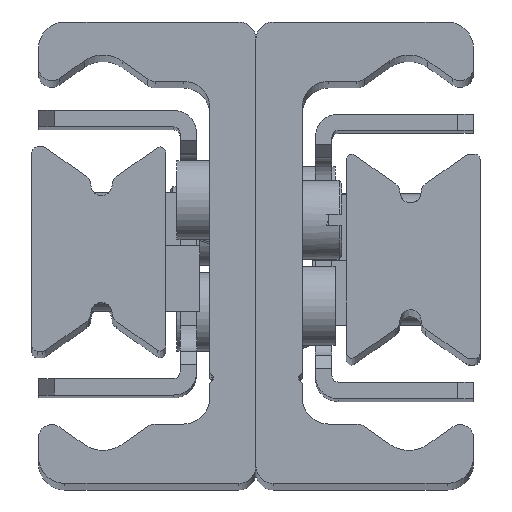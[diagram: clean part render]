
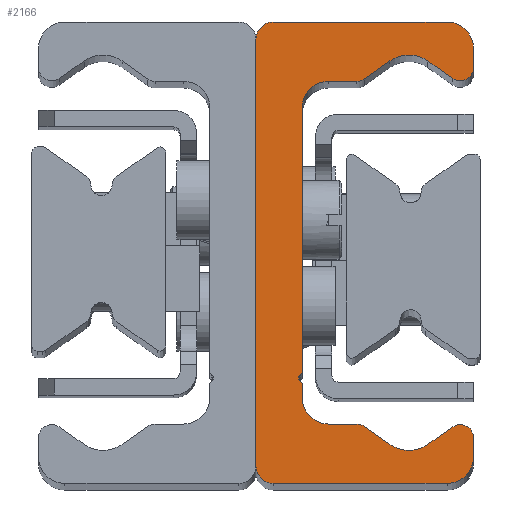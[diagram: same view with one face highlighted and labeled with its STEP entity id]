
A CAD part, top view. The second image highlights one B-rep face of the part: STEP entity #2166.
In plain terms, the highlighted planar face has unit normal (0, 0, 1).
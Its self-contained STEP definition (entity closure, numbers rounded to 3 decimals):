
#445=CARTESIAN_POINT('',(3.5,11.0,290.0));
#446=VERTEX_POINT('',#445);
#453=CARTESIAN_POINT('',(3.5,-9.067,290.0));
#454=VERTEX_POINT('',#453);
#455=CARTESIAN_POINT('',(3.5,11.0,290.0));
#456=DIRECTION('',(0.0,-1.0,0.0));
#457=VECTOR('',#456,20.067);
#458=LINE('',#455,#457);
#459=EDGE_CURVE('',#446,#454,#458,.T.);
#741=CARTESIAN_POINT('',(3.5,-9.933,290.0));
#742=VERTEX_POINT('',#741);
#743=CARTESIAN_POINT('',(3.75,-9.5,290.0));
#744=DIRECTION('',(0.0,0.0,1.0));
#745=DIRECTION('',(-0.5,0.866,0.0));
#746=AXIS2_PLACEMENT_3D('',#743,#744,#745);
#747=CIRCLE('',#746,0.5);
#748=EDGE_CURVE('',#454,#742,#747,.T.);
#1346=CARTESIAN_POINT('',(0.0,16.2,290.0));
#1347=VERTEX_POINT('',#1346);
#1348=CARTESIAN_POINT('',(1.3,17.5,290.0));
#1349=VERTEX_POINT('',#1348);
#1350=CARTESIAN_POINT('',(1.3,16.2,290.0));
#1351=DIRECTION('',(0.0,0.0,-1.0));
#1352=DIRECTION('',(0.0,-1.0,0.0));
#1353=AXIS2_PLACEMENT_3D('',#1350,#1351,#1352);
#1354=CIRCLE('',#1353,1.3);
#1355=EDGE_CURVE('',#1347,#1349,#1354,.T.);
#1388=CARTESIAN_POINT('',(14.5,17.5,290.0));
#1389=VERTEX_POINT('',#1388);
#1390=CARTESIAN_POINT('',(1.3,17.5,290.0));
#1391=DIRECTION('',(1.0,0.0,0.0));
#1392=VECTOR('',#1391,13.2);
#1393=LINE('',#1390,#1392);
#1394=EDGE_CURVE('',#1349,#1389,#1393,.T.);
#1419=CARTESIAN_POINT('',(16.5,15.5,290.0));
#1420=VERTEX_POINT('',#1419);
#1421=CARTESIAN_POINT('',(14.5,15.5,290.0));
#1422=DIRECTION('',(0.0,0.0,-1.0));
#1423=DIRECTION('',(-1.0,0.0,0.0));
#1424=AXIS2_PLACEMENT_3D('',#1421,#1422,#1423);
#1425=CIRCLE('',#1424,2.);
#1426=EDGE_CURVE('',#1389,#1420,#1425,.T.);
#1452=CARTESIAN_POINT('',(16.5,14.042,290.0));
#1453=VERTEX_POINT('',#1452);
#1454=CARTESIAN_POINT('',(16.5,15.5,290.0));
#1455=DIRECTION('',(0.0,-1.0,0.0));
#1456=VECTOR('',#1455,1.458);
#1457=LINE('',#1454,#1456);
#1458=EDGE_CURVE('',#1420,#1453,#1457,.T.);
#1483=CARTESIAN_POINT('',(14.926,13.223,290.0));
#1484=VERTEX_POINT('',#1483);
#1485=CARTESIAN_POINT('',(15.5,14.042,290.0));
#1486=DIRECTION('',(0.0,0.0,-1.));
#1487=DIRECTION('',(0.574,0.819,0.0));
#1488=AXIS2_PLACEMENT_3D('',#1485,#1486,#1487);
#1489=CIRCLE('',#1488,1.);
#1490=EDGE_CURVE('',#1453,#1484,#1489,.T.);
#1516=CARTESIAN_POINT('',(13.034,14.548,290.0));
#1517=VERTEX_POINT('',#1516);
#1518=CARTESIAN_POINT('',(14.926,13.223,290.0));
#1519=DIRECTION('',(-0.819,0.574,0.0));
#1520=VECTOR('',#1519,2.31);
#1521=LINE('',#1518,#1520);
#1522=EDGE_CURVE('',#1484,#1517,#1521,.T.);
#1547=CARTESIAN_POINT('',(10.166,14.548,290.0));
#1548=VERTEX_POINT('',#1547);
#1549=CARTESIAN_POINT('',(11.6,12.5,290.0));
#1550=DIRECTION('',(0.0,0.0,1.0));
#1551=DIRECTION('',(0.574,0.819,0.0));
#1552=AXIS2_PLACEMENT_3D('',#1549,#1550,#1551);
#1553=CIRCLE('',#1552,2.5);
#1554=EDGE_CURVE('',#1517,#1548,#1553,.T.);
#1580=CARTESIAN_POINT('',(8.214,13.181,290.0));
#1581=VERTEX_POINT('',#1580);
#1582=CARTESIAN_POINT('',(10.166,14.548,290.0));
#1583=DIRECTION('',(-0.819,-0.574,0.0));
#1584=VECTOR('',#1583,2.383);
#1585=LINE('',#1582,#1584);
#1586=EDGE_CURVE('',#1548,#1581,#1585,.T.);
#1611=CARTESIAN_POINT('',(7.64,13.0,290.0));
#1612=VERTEX_POINT('',#1611);
#1613=CARTESIAN_POINT('',(7.64,14.,290.0));
#1614=DIRECTION('',(0.0,0.0,-1.0));
#1615=DIRECTION('',(0.0,1.0,0.0));
#1616=AXIS2_PLACEMENT_3D('',#1613,#1614,#1615);
#1617=CIRCLE('',#1616,1.);
#1618=EDGE_CURVE('',#1581,#1612,#1617,.T.);
#1644=CARTESIAN_POINT('',(5.5,13.0,290.0));
#1645=VERTEX_POINT('',#1644);
#1646=CARTESIAN_POINT('',(7.64,13.0,290.0));
#1647=DIRECTION('',(-1.0,0.0,0.0));
#1648=VECTOR('',#1647,2.14);
#1649=LINE('',#1646,#1648);
#1650=EDGE_CURVE('',#1612,#1645,#1649,.T.);
#1675=CARTESIAN_POINT('',(5.5,11.0,290.0));
#1676=DIRECTION('',(0.0,0.0,1.0));
#1677=DIRECTION('',(0.0,1.0,0.0));
#1678=AXIS2_PLACEMENT_3D('',#1675,#1676,#1677);
#1679=CIRCLE('',#1678,2.0);
#1680=EDGE_CURVE('',#1645,#446,#1679,.T.);
#1699=CARTESIAN_POINT('',(3.5,-11.0,290.0));
#1700=VERTEX_POINT('',#1699);
#1701=CARTESIAN_POINT('',(3.5,-9.933,290.0));
#1702=DIRECTION('',(0.0,-1.0,0.0));
#1703=VECTOR('',#1702,1.067);
#1704=LINE('',#1701,#1703);
#1705=EDGE_CURVE('',#742,#1700,#1704,.T.);
#1730=CARTESIAN_POINT('',(5.5,-13.0,290.0));
#1731=VERTEX_POINT('',#1730);
#1732=CARTESIAN_POINT('',(5.5,-11.0,290.0));
#1733=DIRECTION('',(0.0,0.0,1.0));
#1734=DIRECTION('',(-1.0,0.0,0.0));
#1735=AXIS2_PLACEMENT_3D('',#1732,#1733,#1734);
#1736=CIRCLE('',#1735,2.0);
#1737=EDGE_CURVE('',#1700,#1731,#1736,.T.);
#1763=CARTESIAN_POINT('',(7.64,-13.0,290.0));
#1764=VERTEX_POINT('',#1763);
#1765=CARTESIAN_POINT('',(5.5,-13.0,290.0));
#1766=DIRECTION('',(1.0,0.0,0.0));
#1767=VECTOR('',#1766,2.14);
#1768=LINE('',#1765,#1767);
#1769=EDGE_CURVE('',#1731,#1764,#1768,.T.);
#1794=CARTESIAN_POINT('',(8.214,-13.181,290.0));
#1795=VERTEX_POINT('',#1794);
#1796=CARTESIAN_POINT('',(7.64,-14.0,290.0));
#1797=DIRECTION('',(0.0,0.0,-1.0));
#1798=DIRECTION('',(-0.574,-0.819,0.0));
#1799=AXIS2_PLACEMENT_3D('',#1796,#1797,#1798);
#1800=CIRCLE('',#1799,1.);
#1801=EDGE_CURVE('',#1764,#1795,#1800,.T.);
#1827=CARTESIAN_POINT('',(10.166,-14.548,290.0));
#1828=VERTEX_POINT('',#1827);
#1829=CARTESIAN_POINT('',(8.214,-13.181,290.0));
#1830=DIRECTION('',(0.819,-0.574,0.0));
#1831=VECTOR('',#1830,2.383);
#1832=LINE('',#1829,#1831);
#1833=EDGE_CURVE('',#1795,#1828,#1832,.T.);
#1858=CARTESIAN_POINT('',(13.034,-14.548,290.0));
#1859=VERTEX_POINT('',#1858);
#1860=CARTESIAN_POINT('',(11.6,-12.5,290.0));
#1861=DIRECTION('',(0.0,0.0,1.));
#1862=DIRECTION('',(-0.574,-0.819,0.0));
#1863=AXIS2_PLACEMENT_3D('',#1860,#1861,#1862);
#1864=CIRCLE('',#1863,2.5);
#1865=EDGE_CURVE('',#1828,#1859,#1864,.T.);
#1891=CARTESIAN_POINT('',(14.926,-13.223,290.0));
#1892=VERTEX_POINT('',#1891);
#1893=CARTESIAN_POINT('',(13.034,-14.548,290.0));
#1894=DIRECTION('',(0.819,0.574,0.0));
#1895=VECTOR('',#1894,2.31);
#1896=LINE('',#1893,#1895);
#1897=EDGE_CURVE('',#1859,#1892,#1896,.T.);
#1922=CARTESIAN_POINT('',(16.5,-14.042,290.0));
#1923=VERTEX_POINT('',#1922);
#1924=CARTESIAN_POINT('',(15.5,-14.042,290.0));
#1925=DIRECTION('',(0.0,0.0,-1.0));
#1926=DIRECTION('',(-1.0,0.0,0.0));
#1927=AXIS2_PLACEMENT_3D('',#1924,#1925,#1926);
#1928=CIRCLE('',#1927,1.);
#1929=EDGE_CURVE('',#1892,#1923,#1928,.T.);
#1955=CARTESIAN_POINT('',(16.5,-15.5,290.0));
#1956=VERTEX_POINT('',#1955);
#1957=CARTESIAN_POINT('',(16.5,-14.042,290.0));
#1958=DIRECTION('',(0.0,-1.0,0.0));
#1959=VECTOR('',#1958,1.458);
#1960=LINE('',#1957,#1959);
#1961=EDGE_CURVE('',#1923,#1956,#1960,.T.);
#1986=CARTESIAN_POINT('',(14.5,-17.5,290.0));
#1987=VERTEX_POINT('',#1986);
#1988=CARTESIAN_POINT('',(14.5,-15.5,290.0));
#1989=DIRECTION('',(0.0,0.0,-1.0));
#1990=DIRECTION('',(0.0,1.0,0.0));
#1991=AXIS2_PLACEMENT_3D('',#1988,#1989,#1990);
#1992=CIRCLE('',#1991,2.);
#1993=EDGE_CURVE('',#1956,#1987,#1992,.T.);
#2019=CARTESIAN_POINT('',(1.3,-17.5,290.0));
#2020=VERTEX_POINT('',#2019);
#2021=CARTESIAN_POINT('',(14.5,-17.5,290.0));
#2022=DIRECTION('',(-1.0,0.0,0.0));
#2023=VECTOR('',#2022,13.2);
#2024=LINE('',#2021,#2023);
#2025=EDGE_CURVE('',#1987,#2020,#2024,.T.);
#2050=CARTESIAN_POINT('',(0.0,-16.2,290.0));
#2051=VERTEX_POINT('',#2050);
#2052=CARTESIAN_POINT('',(1.3,-16.2,290.0));
#2053=DIRECTION('',(0.0,0.0,-1.0));
#2054=DIRECTION('',(1.0,0.0,0.0));
#2055=AXIS2_PLACEMENT_3D('',#2052,#2053,#2054);
#2056=CIRCLE('',#2055,1.3);
#2057=EDGE_CURVE('',#2020,#2051,#2056,.T.);
#2083=CARTESIAN_POINT('',(0.0,-16.2,290.0));
#2084=DIRECTION('',(0.0,1.0,0.0));
#2085=VECTOR('',#2084,32.4);
#2086=LINE('',#2083,#2085);
#2087=EDGE_CURVE('',#2051,#1347,#2086,.T.);
#2133=CARTESIAN_POINT('',(5.942,-0.014,290.0));
#2134=DIRECTION('',(0.0,0.0,1.0));
#2135=DIRECTION('',(1.0,0.0,0.0));
#2136=AXIS2_PLACEMENT_3D('',#2133,#2134,#2135);
#2137=PLANE('',#2136);
#2138=ORIENTED_EDGE('',*,*,#1355,.F.);
#2139=ORIENTED_EDGE('',*,*,#2087,.F.);
#2140=ORIENTED_EDGE('',*,*,#2057,.F.);
#2141=ORIENTED_EDGE('',*,*,#2025,.F.);
#2142=ORIENTED_EDGE('',*,*,#1993,.F.);
#2143=ORIENTED_EDGE('',*,*,#1961,.F.);
#2144=ORIENTED_EDGE('',*,*,#1929,.F.);
#2145=ORIENTED_EDGE('',*,*,#1897,.F.);
#2146=ORIENTED_EDGE('',*,*,#1865,.F.);
#2147=ORIENTED_EDGE('',*,*,#1833,.F.);
#2148=ORIENTED_EDGE('',*,*,#1801,.F.);
#2149=ORIENTED_EDGE('',*,*,#1769,.F.);
#2150=ORIENTED_EDGE('',*,*,#1737,.F.);
#2151=ORIENTED_EDGE('',*,*,#1705,.F.);
#2152=ORIENTED_EDGE('',*,*,#748,.F.);
#2153=ORIENTED_EDGE('',*,*,#459,.F.);
#2154=ORIENTED_EDGE('',*,*,#1680,.F.);
#2155=ORIENTED_EDGE('',*,*,#1650,.F.);
#2156=ORIENTED_EDGE('',*,*,#1618,.F.);
#2157=ORIENTED_EDGE('',*,*,#1586,.F.);
#2158=ORIENTED_EDGE('',*,*,#1554,.F.);
#2159=ORIENTED_EDGE('',*,*,#1522,.F.);
#2160=ORIENTED_EDGE('',*,*,#1490,.F.);
#2161=ORIENTED_EDGE('',*,*,#1458,.F.);
#2162=ORIENTED_EDGE('',*,*,#1426,.F.);
#2163=ORIENTED_EDGE('',*,*,#1394,.F.);
#2164=EDGE_LOOP('',(#2138,#2139,#2140,#2141,#2142,#2143,#2144,#2145,#2146,#2147,#2148,#2149,#2150,#2151,#2152,#2153,#2154,#2155,#2156,#2157,#2158,#2159,#2160,#2161,#2162,#2163));
#2165=FACE_OUTER_BOUND('',#2164,.T.);
#2166=ADVANCED_FACE('',(#2165),#2137,.T.);
